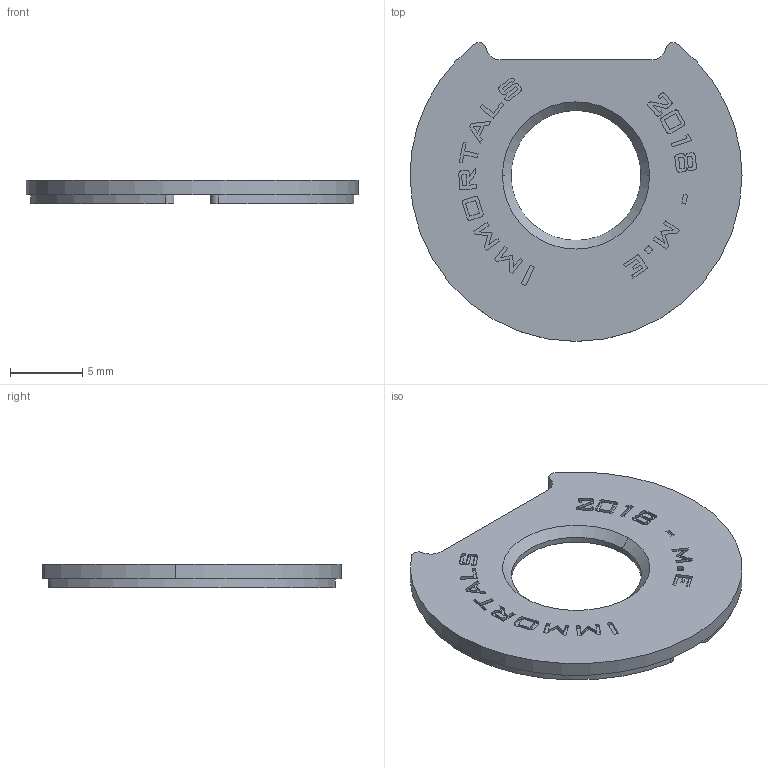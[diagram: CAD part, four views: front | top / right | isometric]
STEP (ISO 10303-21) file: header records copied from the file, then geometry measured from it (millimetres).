
FILE_DESCRIPTION (( 'STEP AP203' ), '1' );
FILE_NAME ('magnetic encoder front cover.STEP', '2018-06-11T02:32:18', ( '' ), ( '' ), 'SwSTEP 2.0', 'SolidWorks 2016', '' );
FILE_SCHEMA (( 'CONFIG_CONTROL_DESIGN' ));
Length unit declared in the file: millimetre
Products named in the file (1): magnetic encoder front cover
Bounding box: 23 x 20.71 x 1.6 mm (x, y, z)
Volume: 343.8 mm3; surface area: 807.2 mm2
Topology: 1 solids, 1 shells, 277 faces, 748 edges, 498 vertices
Faces by surface type: plane 195, bspline 57, cylinder 23, cone 2
Entity records: 10861 total; most frequent: CARTESIAN_POINT 4149, ORIENTED_EDGE 1496, DIRECTION 1124, EDGE_CURVE 748, VECTOR 586, LINE 586, VERTEX_POINT 498, EDGE_LOOP 304
